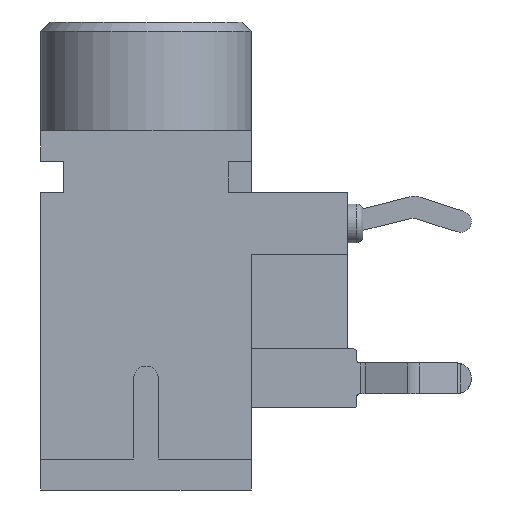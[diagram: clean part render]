
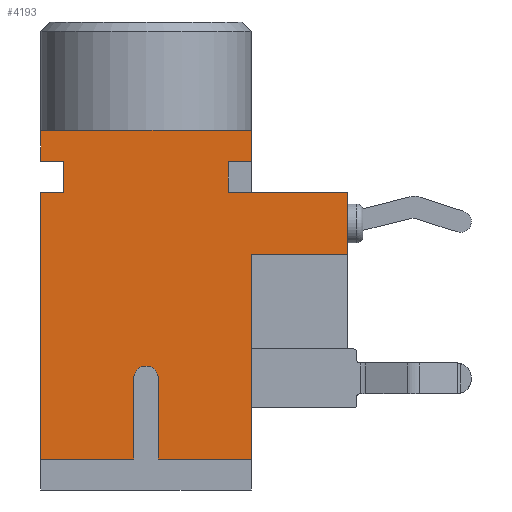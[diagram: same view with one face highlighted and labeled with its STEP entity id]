
A CAD part, left-side view. The second image highlights one B-rep face of the part: STEP entity #4193.
In plain terms, the highlighted planar face has unit normal (-1, 0, 0).
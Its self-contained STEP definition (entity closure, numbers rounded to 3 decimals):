
#146=PLANE('',#4462);
#428=FACE_OUTER_BOUND('',#651,.T.);
#651=EDGE_LOOP('',(#3430,#3431,#3432,#3433,#3434,#3435,#3436,#3437,#3438,
#3439,#3440,#3441,#3442,#3443,#3444,#3445,#3446,#3447));
#774=LINE('',#5856,#1249);
#811=LINE('',#5931,#1286);
#863=LINE('',#6046,#1338);
#866=LINE('',#6052,#1341);
#956=LINE('',#6239,#1431);
#961=LINE('',#6248,#1436);
#965=LINE('',#6260,#1440);
#968=LINE('',#6266,#1443);
#991=LINE('',#6314,#1466);
#994=LINE('',#6318,#1469);
#1004=LINE('',#6340,#1479);
#1008=LINE('',#6347,#1483);
#1010=LINE('',#6352,#1485);
#1018=LINE('',#6378,#1493);
#1019=LINE('',#6380,#1494);
#1020=LINE('',#6382,#1495);
#1038=LINE('',#6424,#1513);
#1249=VECTOR('',#4711,1000.);
#1286=VECTOR('',#4762,1000.);
#1338=VECTOR('',#4882,1000.);
#1341=VECTOR('',#4887,10.);
#1431=VECTOR('',#5037,1000.);
#1436=VECTOR('',#5044,1000.);
#1440=VECTOR('',#5056,1000.);
#1443=VECTOR('',#5061,1000.);
#1466=VECTOR('',#5102,1000.);
#1469=VECTOR('',#5107,1000.);
#1479=VECTOR('',#5125,1000.);
#1483=VECTOR('',#5131,1000.);
#1485=VECTOR('',#5135,1000.);
#1493=VECTOR('',#5165,1000.);
#1494=VECTOR('',#5168,1000.);
#1495=VECTOR('',#5171,1000.);
#1513=VECTOR('',#5223,1000.);
#1726=CIRCLE('',#4412,0.4);
#1838=VERTEX_POINT('',#5854);
#1839=VERTEX_POINT('',#5855);
#1870=VERTEX_POINT('',#5929);
#1898=VERTEX_POINT('',#6043);
#1899=VERTEX_POINT('',#6045);
#1901=VERTEX_POINT('',#6051);
#1968=VERTEX_POINT('',#6238);
#1971=VERTEX_POINT('',#6247);
#1973=VERTEX_POINT('',#6253);
#1975=VERTEX_POINT('',#6259);
#1977=VERTEX_POINT('',#6265);
#1992=VERTEX_POINT('',#6312);
#1993=VERTEX_POINT('',#6313);
#2000=VERTEX_POINT('',#6337);
#2001=VERTEX_POINT('',#6339);
#2003=VERTEX_POINT('',#6345);
#2005=VERTEX_POINT('',#6351);
#2012=VERTEX_POINT('',#6376);
#2243=EDGE_CURVE('',#1838,#1839,#774,.T.);
#2280=EDGE_CURVE('',#1839,#1870,#811,.T.);
#2338=EDGE_CURVE('',#1899,#1898,#863,.T.);
#2341=EDGE_CURVE('',#1870,#1901,#866,.T.);
#2432=EDGE_CURVE('',#1968,#1901,#956,.T.);
#2437=EDGE_CURVE('',#1971,#1968,#961,.T.);
#2440=EDGE_CURVE('',#1973,#1971,#1726,.T.);
#2443=EDGE_CURVE('',#1975,#1973,#965,.T.);
#2446=EDGE_CURVE('',#1977,#1975,#968,.T.);
#2471=EDGE_CURVE('',#1992,#1993,#991,.T.);
#2474=EDGE_CURVE('',#1993,#1899,#994,.T.);
#2484=EDGE_CURVE('',#2001,#2000,#1004,.T.);
#2488=EDGE_CURVE('',#2000,#2003,#1008,.T.);
#2490=EDGE_CURVE('',#2005,#2001,#1010,.T.);
#2504=EDGE_CURVE('',#2012,#1898,#1018,.T.);
#2505=EDGE_CURVE('',#2005,#2012,#1019,.T.);
#2506=EDGE_CURVE('',#1977,#2003,#1020,.T.);
#2527=EDGE_CURVE('',#1838,#1992,#1038,.T.);
#3430=ORIENTED_EDGE('',*,*,#2527,.T.);
#3431=ORIENTED_EDGE('',*,*,#2471,.T.);
#3432=ORIENTED_EDGE('',*,*,#2474,.T.);
#3433=ORIENTED_EDGE('',*,*,#2338,.T.);
#3434=ORIENTED_EDGE('',*,*,#2504,.F.);
#3435=ORIENTED_EDGE('',*,*,#2505,.F.);
#3436=ORIENTED_EDGE('',*,*,#2490,.T.);
#3437=ORIENTED_EDGE('',*,*,#2484,.T.);
#3438=ORIENTED_EDGE('',*,*,#2488,.T.);
#3439=ORIENTED_EDGE('',*,*,#2506,.F.);
#3440=ORIENTED_EDGE('',*,*,#2446,.T.);
#3441=ORIENTED_EDGE('',*,*,#2443,.T.);
#3442=ORIENTED_EDGE('',*,*,#2440,.T.);
#3443=ORIENTED_EDGE('',*,*,#2437,.T.);
#3444=ORIENTED_EDGE('',*,*,#2432,.T.);
#3445=ORIENTED_EDGE('',*,*,#2341,.F.);
#3446=ORIENTED_EDGE('',*,*,#2280,.F.);
#3447=ORIENTED_EDGE('',*,*,#2243,.F.);
#4193=ADVANCED_FACE('',(#428),#146,.T.);
#4412=AXIS2_PLACEMENT_3D('',#6254,#5049,#5050);
#4462=AXIS2_PLACEMENT_3D('',#6425,#5224,#5225);
#4711=DIRECTION('',(0.,0.,-1.));
#4762=DIRECTION('',(0.,1.,0.));
#4882=DIRECTION('',(0.,0.,1.));
#4887=DIRECTION('',(0.,0.,-1.));
#5037=DIRECTION('',(0.,-1.,0.));
#5044=DIRECTION('',(0.,0.,-1.));
#5049=DIRECTION('center_axis',(1.,0.,0.));
#5050=DIRECTION('ref_axis',(0.,1.,0.));
#5056=DIRECTION('',(0.,0.,1.));
#5061=DIRECTION('',(0.,-1.,0.));
#5102=DIRECTION('',(0.,0.,1.));
#5107=DIRECTION('',(0.,-1.,0.));
#5125=DIRECTION('',(0.,0.,-1.));
#5131=DIRECTION('',(0.,1.,0.));
#5135=DIRECTION('',(0.,-1.,0.));
#5165=DIRECTION('',(0.,-1.,0.));
#5168=DIRECTION('',(0.,0.,1.));
#5171=DIRECTION('',(0.,0.,1.));
#5223=DIRECTION('',(0.,1.,0.));
#5224=DIRECTION('center_axis',(-1.,0.,0.));
#5225=DIRECTION('ref_axis',(0.,-1.,0.));
#5854=CARTESIAN_POINT('',(-6.,-3.1,-2.));
#5855=CARTESIAN_POINT('',(-6.,-3.1,-4.));
#5856=CARTESIAN_POINT('',(-6.,-3.1,-2.));
#5929=CARTESIAN_POINT('',(-6.,0.,-4.));
#5931=CARTESIAN_POINT('',(-6.,-3.1,-4.));
#6043=CARTESIAN_POINT('',(-6.,0.,0.));
#6045=CARTESIAN_POINT('',(-6.,0.,-1.));
#6046=CARTESIAN_POINT('',(-6.,0.,-11.6));
#6051=CARTESIAN_POINT('',(-6.,0.,-10.6));
#6052=CARTESIAN_POINT('',(-6.,0.,-7.825));
#6238=CARTESIAN_POINT('',(-6.,3.,-10.6));
#6239=CARTESIAN_POINT('',(-6.,3.,-10.6));
#6247=CARTESIAN_POINT('',(-6.,3.,-8.));
#6248=CARTESIAN_POINT('',(-6.,3.,-8.));
#6253=CARTESIAN_POINT('',(-6.,3.8,-8.));
#6254=CARTESIAN_POINT('Origin',(-6.,3.4,-8.));
#6259=CARTESIAN_POINT('',(-6.,3.8,-10.6));
#6260=CARTESIAN_POINT('',(-6.,3.8,-10.6));
#6265=CARTESIAN_POINT('',(-6.,6.8,-10.6));
#6266=CARTESIAN_POINT('',(-6.,6.8,-10.6));
#6312=CARTESIAN_POINT('',(-6.,0.75,-2.));
#6313=CARTESIAN_POINT('',(-6.,0.75,-1.));
#6314=CARTESIAN_POINT('',(-6.,0.75,-1.));
#6318=CARTESIAN_POINT('',(-6.,0.,-1.));
#6337=CARTESIAN_POINT('',(-6.,6.05,-2.));
#6339=CARTESIAN_POINT('',(-6.,6.05,-1.));
#6340=CARTESIAN_POINT('',(-6.,6.05,-1.));
#6345=CARTESIAN_POINT('',(-6.,6.8,-2.));
#6347=CARTESIAN_POINT('',(-6.,6.8,-2.));
#6351=CARTESIAN_POINT('',(-6.,6.8,-1.));
#6352=CARTESIAN_POINT('',(-6.,6.8,-1.));
#6376=CARTESIAN_POINT('',(-6.,6.8,0.));
#6378=CARTESIAN_POINT('',(-6.,6.8,0.));
#6380=CARTESIAN_POINT('',(-6.,6.8,-11.6));
#6382=CARTESIAN_POINT('',(-6.,6.8,-11.6));
#6424=CARTESIAN_POINT('',(-6.,0.,-2.));
#6425=CARTESIAN_POINT('Origin',(-6.,6.8,-11.6));
